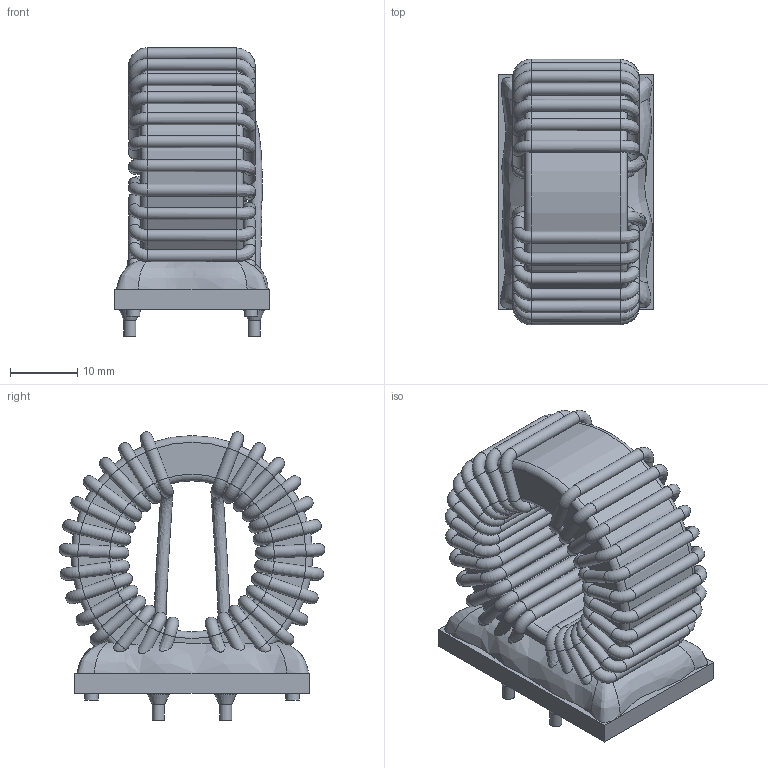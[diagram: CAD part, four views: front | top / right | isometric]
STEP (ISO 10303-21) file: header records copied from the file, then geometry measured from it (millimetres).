
FILE_DESCRIPTION(/* description */ ('Unknown'),/* implementation_level */ '2;1');
FILE_NAME(/* name */ 'L_Wurth_WE-CMB-XXL_L43.5W23.5H43',/* time_stamp */ '2024-10-11T16:32:13+08:00',/* author */ ('Unknown'),/* organization */ ('Unknown'),/* preprocessor_version */ 'ST-DEVELOPER v16.7',/* originating_system */ 'Solid Edge',/* authorisation */ 'Unknown');
FILE_SCHEMA (('AUTOMOTIVE_DESIGN {1 0 10303 214 3 1 1}'));
Length unit declared in the file: millimetre
Products named in the file (2): L_Wurth_WE-CMB-XXL_L43.5W23.5H43
Assembly tree (1 placements, depth 2):
  L_Wurth_WE-CMB-XXL_L43.5W23.5H43
    L_Wurth_WE-CMB-XXL_L43.5W23.5H43
Bounding box: 23 x 39.57 x 42.95 mm (x, y, z)
Volume: 16444.4 mm3; surface area: 15853.6 mm2
Topology: 7 solids, 7 shells, 340 faces, 788 edges, 454 vertices
Faces by surface type: cylinder 147, bspline 74, torus 71, plane 44, cone 4
Full cylindrical faces by diameter (mm): 1.8 x122, 2 x4, 22.5 x1, 36 x1
Entity records: 19173 total; most frequent: CARTESIAN_POINT 11007, DIRECTION 968, ORIENTED_EDGE 954, EDGE_LOOP 649, FACE_BOUND 649, EDGE_CURVE 477, AXIS2_PLACEMENT_3D 445, VERTEX_POINT 410
